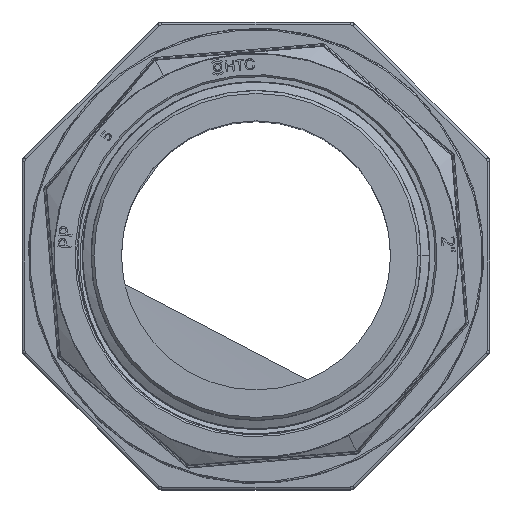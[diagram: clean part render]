
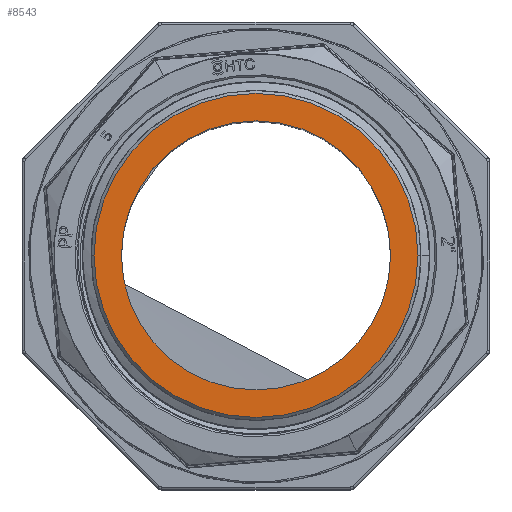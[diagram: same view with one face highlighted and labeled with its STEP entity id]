
A CAD part, top view. The second image highlights one B-rep face of the part: STEP entity #8543.
In plain terms, the highlighted planar face has unit normal (0, 0, 1).
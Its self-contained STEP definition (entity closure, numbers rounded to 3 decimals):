
#161 = CARTESIAN_POINT ( 'NONE',  ( 0., 0., 83. ) ) ;
#283 = PLANE ( 'NONE',  #18172 ) ;
#996 = AXIS2_PLACEMENT_3D ( 'NONE', #12964, #8033, #8193 ) ;
#2211 = CARTESIAN_POINT ( 'NONE',  ( 0., 0., 83. ) ) ;
#5630 = CARTESIAN_POINT ( 'NONE',  ( -23., 0., 83. ) ) ;
#7302 = FACE_OUTER_BOUND ( 'NONE', #8470, .T. ) ;
#8033 = DIRECTION ( 'NONE',  ( 0., 0., 1. ) ) ;
#8193 = DIRECTION ( 'NONE',  ( 1., 0., 0. ) ) ;
#8470 = EDGE_LOOP ( 'NONE', ( #29337, #11235 ) ) ;
#8543 = ADVANCED_FACE ( 'NONE', ( #29107, #7302 ), #283, .T. ) ;
#9282 = CARTESIAN_POINT ( 'NONE',  ( -27.7, 0., 83. ) ) ;
#9493 = DIRECTION ( 'NONE',  ( 1., 0., 0. ) ) ;
#9855 = DIRECTION ( 'NONE',  ( 1., 0., 0. ) ) ;
#11235 = ORIENTED_EDGE ( 'NONE', *, *, #28778, .T. ) ;
#12964 = CARTESIAN_POINT ( 'NONE',  ( 0., 0., 83. ) ) ;
#13421 = EDGE_CURVE ( 'NONE', #14924, #21265, #13831, .T. ) ;
#13831 = CIRCLE ( 'NONE', #25024, 23. ) ;
#14806 = DIRECTION ( 'NONE',  ( 0., 0., 1. ) ) ;
#14924 = VERTEX_POINT ( 'NONE', #27354 ) ;
#17021 = CARTESIAN_POINT ( 'NONE',  ( 0., 0., 83. ) ) ;
#17181 = DIRECTION ( 'NONE',  ( 0., 0., 1. ) ) ;
#17685 = EDGE_CURVE ( 'NONE', #21265, #14924, #29793, .T. ) ;
#18172 = AXIS2_PLACEMENT_3D ( 'NONE', #17021, #26427, #26583 ) ;
#19401 = AXIS2_PLACEMENT_3D ( 'NONE', #22166, #21598, #9493 ) ;
#19757 = DIRECTION ( 'NONE',  ( 1., 0., 0. ) ) ;
#20145 = AXIS2_PLACEMENT_3D ( 'NONE', #2211, #17181, #9855 ) ;
#21180 = ORIENTED_EDGE ( 'NONE', *, *, #13421, .F. ) ;
#21265 = VERTEX_POINT ( 'NONE', #5630 ) ;
#21598 = DIRECTION ( 'NONE',  ( 0., 0., 1. ) ) ;
#21918 = ORIENTED_EDGE ( 'NONE', *, *, #17685, .F. ) ;
#22166 = CARTESIAN_POINT ( 'NONE',  ( 0., 0., 83. ) ) ;
#24040 = EDGE_LOOP ( 'NONE', ( #21918, #21180 ) ) ;
#24298 = VERTEX_POINT ( 'NONE', #9282 ) ;
#24421 = CIRCLE ( 'NONE', #996, 27.7 ) ;
#25024 = AXIS2_PLACEMENT_3D ( 'NONE', #161, #14806, #19757 ) ;
#25086 = EDGE_CURVE ( 'NONE', #24298, #30536, #24421, .T. ) ;
#25331 = CARTESIAN_POINT ( 'NONE',  ( 27.7, 0., 83. ) ) ;
#26427 = DIRECTION ( 'NONE',  ( 0., 0., 1. ) ) ;
#26583 = DIRECTION ( 'NONE',  ( 1., 0., 0. ) ) ;
#27354 = CARTESIAN_POINT ( 'NONE',  ( 23., 0., 83. ) ) ;
#28778 = EDGE_CURVE ( 'NONE', #30536, #24298, #29536, .T. ) ;
#29107 = FACE_BOUND ( 'NONE', #24040, .T. ) ;
#29337 = ORIENTED_EDGE ( 'NONE', *, *, #25086, .T. ) ;
#29536 = CIRCLE ( 'NONE', #19401, 27.7 ) ;
#29793 = CIRCLE ( 'NONE', #20145, 23. ) ;
#30536 = VERTEX_POINT ( 'NONE', #25331 ) ;
